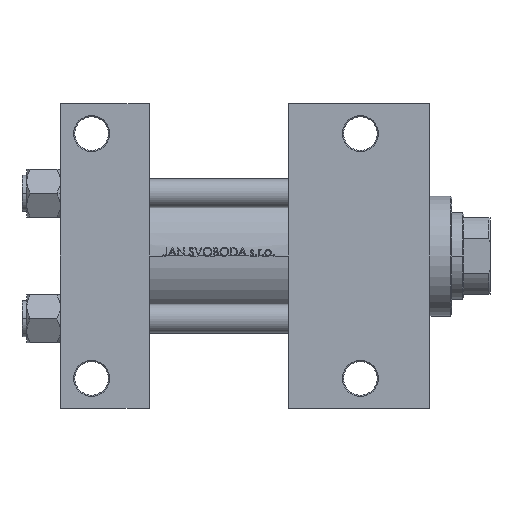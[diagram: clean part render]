
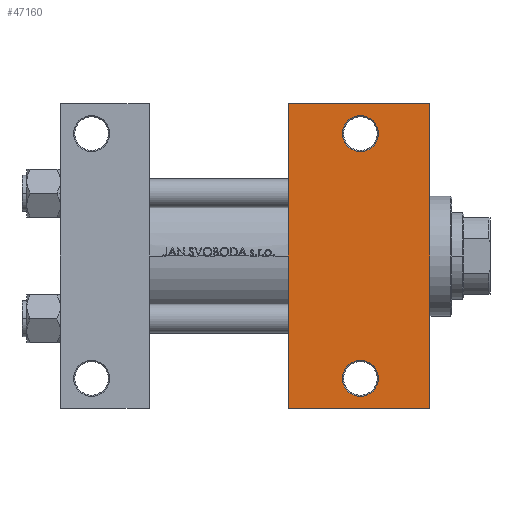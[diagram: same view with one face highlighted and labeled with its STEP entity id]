
A CAD part, front view. The second image highlights one B-rep face of the part: STEP entity #47160.
In plain terms, the highlighted face is planar.
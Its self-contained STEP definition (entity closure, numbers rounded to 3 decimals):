
#1731 = DIRECTION ( 'NONE',  ( -1., 0., 0. ) ) ;
#1832 = DIRECTION ( 'NONE',  ( -1., 0., 0. ) ) ;
#3565 = EDGE_LOOP ( 'NONE', ( #47534, #21136 ) ) ;
#4140 = CARTESIAN_POINT ( 'NONE',  ( 95., 63.5, -37.5 ) ) ;
#4552 = ORIENTED_EDGE ( 'NONE', *, *, #34781, .T. ) ;
#4574 = CARTESIAN_POINT ( 'NONE',  ( 117.5, -51., -37.5 ) ) ;
#5904 = DIRECTION ( 'NONE',  ( -1., 0., 0. ) ) ;
#6324 = CIRCLE ( 'NONE', #37834, 7.5 ) ;
#6413 = VERTEX_POINT ( 'NONE', #12514 ) ;
#7158 = ORIENTED_EDGE ( 'NONE', *, *, #15364, .T. ) ;
#7905 = LINE ( 'NONE', #26459, #16723 ) ;
#10069 = VERTEX_POINT ( 'NONE', #10626 ) ;
#10626 = CARTESIAN_POINT ( 'NONE',  ( 117.5, 51., -37.5 ) ) ;
#10669 = AXIS2_PLACEMENT_3D ( 'NONE', #40701, #11115, #36844 ) ;
#10733 = VECTOR ( 'NONE', #18025, 1000. ) ;
#11115 = DIRECTION ( 'NONE',  ( 0., 0., 1. ) ) ;
#11715 = CARTESIAN_POINT ( 'NONE',  ( 125., -51., -37.5 ) ) ;
#11954 = DIRECTION ( 'NONE',  ( -1., 0., 0. ) ) ;
#12151 = ORIENTED_EDGE ( 'NONE', *, *, #34228, .T. ) ;
#12514 = CARTESIAN_POINT ( 'NONE',  ( 132.5, 51., -37.5 ) ) ;
#12615 = CARTESIAN_POINT ( 'NONE',  ( 95., -63.5, -37.5 ) ) ;
#14360 = CARTESIAN_POINT ( 'NONE',  ( 95., 37.5, -37.5 ) ) ;
#14513 = CIRCLE ( 'NONE', #10669, 7.5 ) ;
#14667 = CARTESIAN_POINT ( 'NONE',  ( 154., -63.5, -37.5 ) ) ;
#15364 = EDGE_CURVE ( 'NONE', #22486, #32390, #44003, .T. ) ;
#15859 = CARTESIAN_POINT ( 'NONE',  ( 154., 63.5, -37.5 ) ) ;
#16614 = VERTEX_POINT ( 'NONE', #39868 ) ;
#16633 = EDGE_CURVE ( 'NONE', #40877, #16614, #6324, .T. ) ;
#16666 = CARTESIAN_POINT ( 'NONE',  ( 154., 37.5, -37.5 ) ) ;
#16723 = VECTOR ( 'NONE', #22619, 1000. ) ;
#18025 = DIRECTION ( 'NONE',  ( 1., 0., 0. ) ) ;
#18677 = ORIENTED_EDGE ( 'NONE', *, *, #25114, .T. ) ;
#18915 = ORIENTED_EDGE ( 'NONE', *, *, #40117, .F. ) ;
#20062 = PLANE ( 'NONE',  #40956 ) ;
#21136 = ORIENTED_EDGE ( 'NONE', *, *, #28951, .T. ) ;
#21189 = DIRECTION ( 'NONE',  ( -1., 0., 0. ) ) ;
#22166 = CARTESIAN_POINT ( 'NONE',  ( 125., 51., -37.5 ) ) ;
#22363 = CARTESIAN_POINT ( 'NONE',  ( 95., 63.5, -37.5 ) ) ;
#22486 = VERTEX_POINT ( 'NONE', #14667 ) ;
#22619 = DIRECTION ( 'NONE',  ( 0., -1., 0. ) ) ;
#23034 = CIRCLE ( 'NONE', #38378, 7.5 ) ;
#23673 = DIRECTION ( 'NONE',  ( 0., 0., -1. ) ) ;
#25114 = EDGE_CURVE ( 'NONE', #41274, #22486, #7905, .T. ) ;
#25485 = LINE ( 'NONE', #22363, #10733 ) ;
#26459 = CARTESIAN_POINT ( 'NONE',  ( 154., 37.5, -37.5 ) ) ;
#27609 = CARTESIAN_POINT ( 'NONE',  ( 125., 51., -37.5 ) ) ;
#27844 = DIRECTION ( 'NONE',  ( 0., 0., 1. ) ) ;
#27847 = DIRECTION ( 'NONE',  ( 0., 0., 1. ) ) ;
#27977 = FACE_OUTER_BOUND ( 'NONE', #33023, .T. ) ;
#28951 = EDGE_CURVE ( 'NONE', #16614, #40877, #14513, .T. ) ;
#30102 = VECTOR ( 'NONE', #39391, 1000. ) ;
#31562 = FACE_BOUND ( 'NONE', #3565, .T. ) ;
#32390 = VERTEX_POINT ( 'NONE', #12615 ) ;
#32474 = CARTESIAN_POINT ( 'NONE',  ( 95., -63.5, -37.5 ) ) ;
#32873 = LINE ( 'NONE', #14360, #30102 ) ;
#33023 = EDGE_LOOP ( 'NONE', ( #18915, #4552, #18677, #7158 ) ) ;
#34021 = AXIS2_PLACEMENT_3D ( 'NONE', #22166, #27847, #5904 ) ;
#34228 = EDGE_CURVE ( 'NONE', #10069, #6413, #23034, .T. ) ;
#34781 = EDGE_CURVE ( 'NONE', #47033, #41274, #25485, .T. ) ;
#35504 = VECTOR ( 'NONE', #21189, 1000. ) ;
#36789 = EDGE_LOOP ( 'NONE', ( #12151, #38443 ) ) ;
#36844 = DIRECTION ( 'NONE',  ( -1., 0., 0. ) ) ;
#37821 = CIRCLE ( 'NONE', #34021, 7.5 ) ;
#37834 = AXIS2_PLACEMENT_3D ( 'NONE', #11715, #41304, #11954 ) ;
#38378 = AXIS2_PLACEMENT_3D ( 'NONE', #27609, #27844, #1832 ) ;
#38443 = ORIENTED_EDGE ( 'NONE', *, *, #45789, .T. ) ;
#38793 = FACE_BOUND ( 'NONE', #36789, .T. ) ;
#39391 = DIRECTION ( 'NONE',  ( 0., -1., 0. ) ) ;
#39868 = CARTESIAN_POINT ( 'NONE',  ( 132.5, -51., -37.5 ) ) ;
#40117 = EDGE_CURVE ( 'NONE', #47033, #32390, #32873, .T. ) ;
#40701 = CARTESIAN_POINT ( 'NONE',  ( 125., -51., -37.5 ) ) ;
#40877 = VERTEX_POINT ( 'NONE', #4574 ) ;
#40956 = AXIS2_PLACEMENT_3D ( 'NONE', #16666, #23673, #1731 ) ;
#41274 = VERTEX_POINT ( 'NONE', #15859 ) ;
#41304 = DIRECTION ( 'NONE',  ( 0., 0., 1. ) ) ;
#44003 = LINE ( 'NONE', #32474, #35504 ) ;
#45789 = EDGE_CURVE ( 'NONE', #6413, #10069, #37821, .T. ) ;
#47033 = VERTEX_POINT ( 'NONE', #4140 ) ;
#47160 = ADVANCED_FACE ( 'NONE', ( #38793, #31562, #27977 ), #20062, .T. ) ;
#47534 = ORIENTED_EDGE ( 'NONE', *, *, #16633, .T. ) ;
